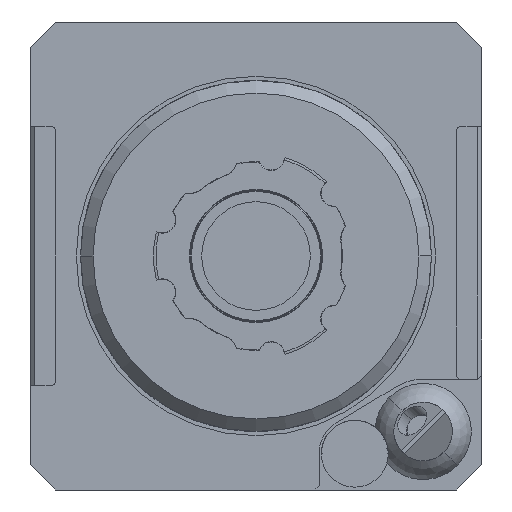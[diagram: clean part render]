
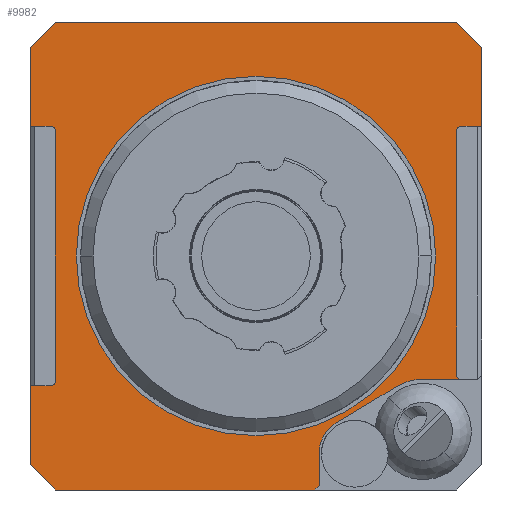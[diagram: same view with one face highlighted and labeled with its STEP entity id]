
A CAD part, left-side view. The second image highlights one B-rep face of the part: STEP entity #9982.
In plain terms, the highlighted planar face has unit normal (-1, 0, 0).
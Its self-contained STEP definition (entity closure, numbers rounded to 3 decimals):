
#3509=DIRECTION('',(0.,0.,1.));
#3510=VECTOR('',#3509,30.);
#3511=CARTESIAN_POINT('',(-49.8,24.,-15.));
#3512=LINE('',#3511,#3510);
#3513=DIRECTION('',(0.,-1.,0.));
#3514=VECTOR('',#3513,2.5);
#3515=CARTESIAN_POINT('',(-49.8,27.,15.5));
#3516=LINE('',#3515,#3514);
#3517=DIRECTION('',(0.,-1.,0.));
#3518=VECTOR('',#3517,2.5);
#3519=CARTESIAN_POINT('',(-49.8,-24.5,15.5));
#3520=LINE('',#3519,#3518);
#3521=DIRECTION('',(0.,1.,0.));
#3522=VECTOR('',#3521,4.5);
#3523=CARTESIAN_POINT('',(-49.8,-24.5,-14.75));
#3524=LINE('',#3523,#3522);
#3525=CARTESIAN_POINT('',(-49.8,-20.,-21.));
#3526=DIRECTION('',(-1.,0.,0.));
#3527=DIRECTION('',(0.,0.,1.));
#3528=AXIS2_PLACEMENT_3D('',#3525,#3526,#3527);
#3530=DIRECTION('',(0.,0.857,-0.516));
#3531=VECTOR('',#3530,8.367);
#3532=CARTESIAN_POINT('',(-49.8,-16.778,-15.645));
#3533=LINE('',#3532,#3531);
#3534=CARTESIAN_POINT('',(-49.8,-11.8,-23.6));
#3535=DIRECTION('',(-1.,0.,0.));
#3536=DIRECTION('',(0.,0.516,0.857));
#3537=AXIS2_PLACEMENT_3D('',#3534,#3535,#3536);
#3539=DIRECTION('',(0.,0.,1.));
#3540=VECTOR('',#3539,3.9);
#3541=CARTESIAN_POINT('',(-49.8,-7.55,-27.5));
#3542=LINE('',#3541,#3540);
#3543=DIRECTION('',(0.,-0.707,0.707));
#3544=VECTOR('',#3543,0.707);
#3545=CARTESIAN_POINT('',(-49.8,-7.05,-28.));
#3546=LINE('',#3545,#3544);
#3547=DIRECTION('',(0.,1.,0.));
#3548=VECTOR('',#3547,2.5);
#3549=CARTESIAN_POINT('',(-49.8,24.5,-15.5));
#3550=LINE('',#3549,#3548);
#3559=CARTESIAN_POINT('',(-49.8,24.5,-15.));
#3560=DIRECTION('',(1.,0.,0.));
#3561=DIRECTION('',(0.,-1.,0.));
#3562=AXIS2_PLACEMENT_3D('',#3559,#3560,#3561);
#3580=DIRECTION('',(0.,0.,1.));
#3581=VECTOR('',#3580,9.5);
#3582=CARTESIAN_POINT('',(-49.8,27.,-25.));
#3583=LINE('',#3582,#3581);
#3592=DIRECTION('',(0.,0.,1.));
#3593=VECTOR('',#3592,9.5);
#3594=CARTESIAN_POINT('',(-49.8,27.,15.5));
#3595=LINE('',#3594,#3593);
#3608=CARTESIAN_POINT('',(-49.8,24.5,15.));
#3609=DIRECTION('',(1.,0.,0.));
#3610=DIRECTION('',(0.,0.,1.));
#3611=AXIS2_PLACEMENT_3D('',#3608,#3609,#3610);
#3639=DIRECTION('',(0.,0.707,0.707));
#3640=VECTOR('',#3639,4.243);
#3641=CARTESIAN_POINT('',(-49.8,24.,-28.));
#3642=LINE('',#3641,#3640);
#3651=DIRECTION('',(0.,-1.,0.));
#3652=VECTOR('',#3651,31.05);
#3653=CARTESIAN_POINT('',(-49.8,24.,-28.));
#3654=LINE('',#3653,#3652);
#3655=DIRECTION('',(0.,-0.707,0.707));
#3656=VECTOR('',#3655,4.243);
#3657=CARTESIAN_POINT('',(-49.8,27.,25.));
#3658=LINE('',#3657,#3656);
#3667=DIRECTION('',(0.,-1.,0.));
#3668=VECTOR('',#3667,48.);
#3669=CARTESIAN_POINT('',(-49.8,24.,28.));
#3670=LINE('',#3669,#3668);
#3671=DIRECTION('',(0.,-0.707,-0.707));
#3672=VECTOR('',#3671,4.243);
#3673=CARTESIAN_POINT('',(-49.8,-24.,28.));
#3674=LINE('',#3673,#3672);
#3687=DIRECTION('',(0.,0.,-1.));
#3688=VECTOR('',#3687,9.5);
#3689=CARTESIAN_POINT('',(-49.8,-27.,25.));
#3690=LINE('',#3689,#3688);
#3703=CARTESIAN_POINT('',(-49.8,-24.5,-14.25));
#3704=DIRECTION('',(1.,0.,0.));
#3705=DIRECTION('',(0.,0.,-1.));
#3706=AXIS2_PLACEMENT_3D('',#3703,#3704,#3705);
#3734=CARTESIAN_POINT('',(-49.8,-24.5,15.));
#3735=DIRECTION('',(1.,0.,0.));
#3736=DIRECTION('',(0.,1.,0.));
#3737=AXIS2_PLACEMENT_3D('',#3734,#3735,#3736);
#3759=DIRECTION('',(0.,0.,1.));
#3760=VECTOR('',#3759,29.25);
#3761=CARTESIAN_POINT('',(-49.8,-24.,-14.25));
#3762=LINE('',#3761,#3760);
#3783=CARTESIAN_POINT('',(-49.8,0.,0.));
#3784=DIRECTION('',(-1.,0.,0.));
#3785=DIRECTION('',(0.,0.,-1.));
#3786=AXIS2_PLACEMENT_3D('',#3783,#3784,#3785);
#3801=CARTESIAN_POINT('',(-49.8,0.,0.));
#3802=DIRECTION('',(-1.,0.,0.));
#3803=DIRECTION('',(0.,0.,1.));
#3804=AXIS2_PLACEMENT_3D('',#3801,#3802,#3803);
#5605=CARTESIAN_POINT('',(-49.8,0.,-21.5));
#5606=CARTESIAN_POINT('',(-49.8,0.,21.5));
#5607=VERTEX_POINT('',#5605);
#5608=VERTEX_POINT('',#5606);
#5629=CARTESIAN_POINT('',(-49.8,-20.,-14.75));
#5630=CARTESIAN_POINT('',(-49.8,-16.778,-15.645));
#5631=VERTEX_POINT('',#5629);
#5632=VERTEX_POINT('',#5630);
#5633=CARTESIAN_POINT('',(-49.8,-9.609,-19.958));
#5634=VERTEX_POINT('',#5633);
#5635=CARTESIAN_POINT('',(-49.8,-7.55,-23.6));
#5636=VERTEX_POINT('',#5635);
#5649=CARTESIAN_POINT('',(-49.8,27.,-25.));
#5650=CARTESIAN_POINT('',(-49.8,27.,-15.5));
#5651=VERTEX_POINT('',#5649);
#5652=VERTEX_POINT('',#5650);
#5653=CARTESIAN_POINT('',(-49.8,24.,-28.));
#5654=VERTEX_POINT('',#5653);
#5663=CARTESIAN_POINT('',(-49.8,-7.05,-28.));
#5664=CARTESIAN_POINT('',(-49.8,-7.55,-27.5));
#5665=VERTEX_POINT('',#5663);
#5666=VERTEX_POINT('',#5664);
#5683=CARTESIAN_POINT('',(-49.8,-27.,25.));
#5684=CARTESIAN_POINT('',(-49.8,-27.,15.5));
#5685=VERTEX_POINT('',#5683);
#5686=VERTEX_POINT('',#5684);
#5687=CARTESIAN_POINT('',(-49.8,27.,15.5));
#5688=CARTESIAN_POINT('',(-49.8,27.,25.));
#5689=VERTEX_POINT('',#5687);
#5690=VERTEX_POINT('',#5688);
#5691=CARTESIAN_POINT('',(-49.8,24.,28.));
#5692=VERTEX_POINT('',#5691);
#5693=CARTESIAN_POINT('',(-49.8,-24.,28.));
#5694=VERTEX_POINT('',#5693);
#5696=CARTESIAN_POINT('',(-49.8,24.5,-15.5));
#5698=VERTEX_POINT('',#5696);
#5701=CARTESIAN_POINT('',(-49.8,24.,-15.));
#5702=VERTEX_POINT('',#5701);
#5707=CARTESIAN_POINT('',(-49.8,24.5,15.5));
#5708=VERTEX_POINT('',#5707);
#5709=CARTESIAN_POINT('',(-49.8,24.,15.));
#5710=VERTEX_POINT('',#5709);
#5712=CARTESIAN_POINT('',(-49.8,-24.5,15.5));
#5714=VERTEX_POINT('',#5712);
#5717=CARTESIAN_POINT('',(-49.8,-24.,15.));
#5718=VERTEX_POINT('',#5717);
#5723=CARTESIAN_POINT('',(-49.8,-24.5,-14.75));
#5724=VERTEX_POINT('',#5723);
#5725=CARTESIAN_POINT('',(-49.8,-24.,-14.25));
#5726=VERTEX_POINT('',#5725);
#9924=CARTESIAN_POINT('',(-49.8,24.,-34.));
#9925=DIRECTION('',(1.,0.,0.));
#9926=DIRECTION('',(0.,-1.,0.));
#9927=AXIS2_PLACEMENT_3D('',#9924,#9925,#9926);
#9928=PLANE('',#9927);
#9930=ORIENTED_EDGE('',*,*,#9929,.T.);
#9932=ORIENTED_EDGE('',*,*,#9931,.F.);
#9934=ORIENTED_EDGE('',*,*,#9933,.F.);
#9936=ORIENTED_EDGE('',*,*,#9935,.T.);
#9938=ORIENTED_EDGE('',*,*,#9937,.T.);
#9940=ORIENTED_EDGE('',*,*,#9939,.T.);
#9942=ORIENTED_EDGE('',*,*,#9941,.T.);
#9944=ORIENTED_EDGE('',*,*,#9943,.T.);
#9946=ORIENTED_EDGE('',*,*,#9945,.F.);
#9948=ORIENTED_EDGE('',*,*,#9947,.F.);
#9950=ORIENTED_EDGE('',*,*,#9949,.F.);
#9952=ORIENTED_EDGE('',*,*,#9951,.F.);
#9954=ORIENTED_EDGE('',*,*,#9953,.T.);
#9956=ORIENTED_EDGE('',*,*,#9955,.T.);
#9958=ORIENTED_EDGE('',*,*,#9957,.T.);
#9960=ORIENTED_EDGE('',*,*,#9959,.T.);
#9962=ORIENTED_EDGE('',*,*,#9961,.F.);
#9963=ORIENTED_EDGE('',*,*,#9914,.F.);
#9965=ORIENTED_EDGE('',*,*,#9964,.F.);
#9967=ORIENTED_EDGE('',*,*,#9966,.T.);
#9969=ORIENTED_EDGE('',*,*,#9968,.T.);
#9971=ORIENTED_EDGE('',*,*,#9970,.F.);
#9973=ORIENTED_EDGE('',*,*,#9972,.F.);
#9974=EDGE_LOOP('',(#9930,#9932,#9934,#9936,#9938,#9940,#9942,#9944,#9946,#9948,
#9950,#9952,#9954,#9956,#9958,#9960,#9962,#9963,#9965,#9967,#9969,#9971,#9973));
#9975=FACE_OUTER_BOUND('',#9974,.F.);
#9977=ORIENTED_EDGE('',*,*,#9976,.T.);
#9979=ORIENTED_EDGE('',*,*,#9978,.T.);
#9980=EDGE_LOOP('',(#9977,#9979));
#9981=FACE_BOUND('',#9980,.F.);
#9982=ADVANCED_FACE('',(#9975,#9981),#9928,.F.);
#3529=CIRCLE('',#3528,6.25);
#3538=CIRCLE('',#3537,4.25);
#3563=CIRCLE('',#3562,0.5);
#3612=CIRCLE('',#3611,0.5);
#3707=CIRCLE('',#3706,0.5);
#3738=CIRCLE('',#3737,0.5);
#3787=CIRCLE('',#3786,21.5);
#3805=CIRCLE('',#3804,21.5);
#9914=EDGE_CURVE('',#5665,#5666,#3546,.T.);
#9929=EDGE_CURVE('',#5702,#5710,#3512,.T.);
#9931=EDGE_CURVE('',#5708,#5710,#3612,.T.);
#9933=EDGE_CURVE('',#5689,#5708,#3516,.T.);
#9935=EDGE_CURVE('',#5689,#5690,#3595,.T.);
#9937=EDGE_CURVE('',#5690,#5692,#3658,.T.);
#9939=EDGE_CURVE('',#5692,#5694,#3670,.T.);
#9941=EDGE_CURVE('',#5694,#5685,#3674,.T.);
#9943=EDGE_CURVE('',#5685,#5686,#3690,.T.);
#9945=EDGE_CURVE('',#5714,#5686,#3520,.T.);
#9947=EDGE_CURVE('',#5718,#5714,#3738,.T.);
#9949=EDGE_CURVE('',#5726,#5718,#3762,.T.);
#9951=EDGE_CURVE('',#5724,#5726,#3707,.T.);
#9953=EDGE_CURVE('',#5724,#5631,#3524,.T.);
#9955=EDGE_CURVE('',#5631,#5632,#3529,.T.);
#9957=EDGE_CURVE('',#5632,#5634,#3533,.T.);
#9959=EDGE_CURVE('',#5634,#5636,#3538,.T.);
#9961=EDGE_CURVE('',#5666,#5636,#3542,.T.);
#9964=EDGE_CURVE('',#5654,#5665,#3654,.T.);
#9966=EDGE_CURVE('',#5654,#5651,#3642,.T.);
#9968=EDGE_CURVE('',#5651,#5652,#3583,.T.);
#9970=EDGE_CURVE('',#5698,#5652,#3550,.T.);
#9972=EDGE_CURVE('',#5702,#5698,#3563,.T.);
#9976=EDGE_CURVE('',#5607,#5608,#3787,.T.);
#9978=EDGE_CURVE('',#5608,#5607,#3805,.T.);
